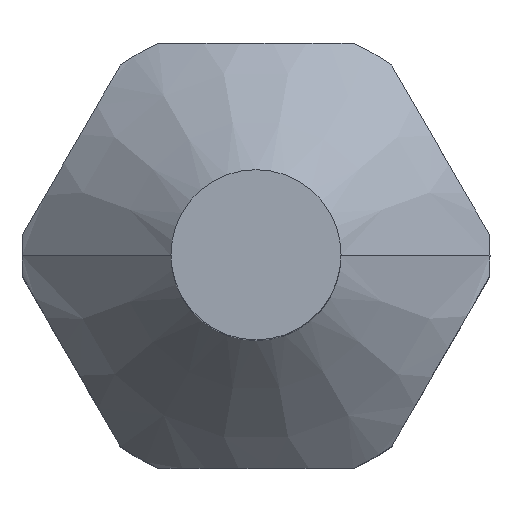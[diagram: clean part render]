
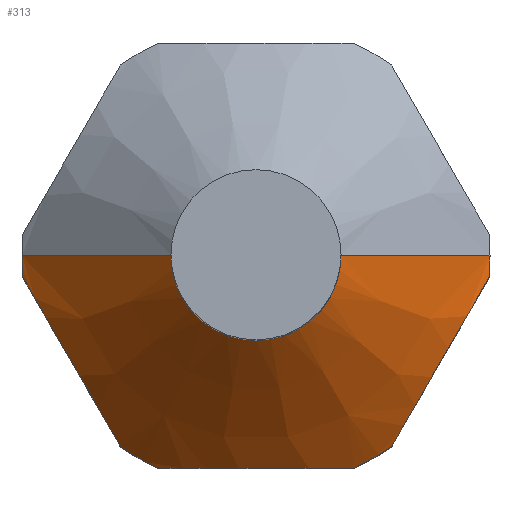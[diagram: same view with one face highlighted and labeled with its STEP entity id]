
A CAD part, top view. The second image highlights one B-rep face of the part: STEP entity #313.
In plain terms, the highlighted conical face has half-angle 45 degrees and reference radius 3.75 mm.
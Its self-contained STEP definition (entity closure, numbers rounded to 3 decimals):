
#205=VERTEX_POINT('',#564);
#293=EDGE_CURVE('',#205,#303,#662,.T.);
#297=VERTEX_POINT('',#667);
#303=VERTEX_POINT('',#673);
#313=ADVANCED_FACE('',(#684),#685,.T.);
#325=VERTEX_POINT('',#697);
#361=EDGE_CURVE('',#205,#325,#738,.T.);
#377=EDGE_CURVE('',#421,#463,#756,.T.);
#385=EDGE_CURVE('',#471,#503,#767,.T.);
#391=EDGE_CURVE('',#509,#445,#773,.T.);
#421=VERTEX_POINT('',#806);
#427=EDGE_CURVE('',#421,#297,#812,.T.);
#433=EDGE_CURVE('',#303,#445,#820,.T.);
#443=EDGE_CURVE('',#297,#325,#831,.T.);
#445=VERTEX_POINT('',#833);
#449=EDGE_CURVE('',#471,#463,#838,.T.);
#463=VERTEX_POINT('',#854);
#471=VERTEX_POINT('',#862);
#491=EDGE_CURVE('',#509,#503,#884,.T.);
#503=VERTEX_POINT('',#898);
#509=VERTEX_POINT('',#904);
#564=CARTESIAN_POINT('',(-2.0,0.,10.0));
#662=LINE('',#1120,#1121);
#667=CARTESIAN_POINT('',(5.5,0.,6.5));
#673=CARTESIAN_POINT('',(-5.5,0.,6.5));
#684=FACE_OUTER_BOUND('',#1155,.T.);
#685=CONICAL_SURFACE('',#1156,3.75,0.785);
#697=CARTESIAN_POINT('',(2.0,0.,10.0));
#738=CIRCLE('',#1260,2.0);
#756=(B_SPLINE_CURVE(2,(#1292,#1293,#1294),.UNSPECIFIED.,.F.,.F.)B_SPLINE_CURVE_WITH_KNOTS((3,3),(0.0,4.69),.UNSPECIFIED.)RATIONAL_B_SPLINE_CURVE((1.0,1.1,1.0))BOUNDED_CURVE()REPRESENTATION_ITEM('')GEOMETRIC_REPRESENTATION_ITEM()CURVE());
#767=(B_SPLINE_CURVE(2,(#1313,#1314,#1315),.UNSPECIFIED.,.F.,.F.)B_SPLINE_CURVE_WITH_KNOTS((3,3),(0.0,4.69),.UNSPECIFIED.)RATIONAL_B_SPLINE_CURVE((1.0,1.1,1.0))BOUNDED_CURVE()REPRESENTATION_ITEM('')GEOMETRIC_REPRESENTATION_ITEM()CURVE());
#773=(B_SPLINE_CURVE(2,(#1331,#1332,#1333),.UNSPECIFIED.,.F.,.F.)B_SPLINE_CURVE_WITH_KNOTS((3,3),(0.0,4.69),.UNSPECIFIED.)RATIONAL_B_SPLINE_CURVE((1.0,1.1,1.0))BOUNDED_CURVE()REPRESENTATION_ITEM('')GEOMETRIC_REPRESENTATION_ITEM()CURVE());
#806=CARTESIAN_POINT('',(5.476,-0.516,6.5));
#812=CIRCLE('',#1404,5.5);
#820=CIRCLE('',#1413,5.5);
#831=LINE('',#1429,#1430);
#833=CARTESIAN_POINT('',(-5.476,-0.516,6.5));
#838=CIRCLE('',#1438,5.5);
#854=CARTESIAN_POINT('',(3.184,-4.484,6.5));
#862=CARTESIAN_POINT('',(2.291,-5.0,6.5));
#884=CIRCLE('',#1531,5.5);
#898=CARTESIAN_POINT('',(-2.291,-5.0,6.5));
#904=CARTESIAN_POINT('',(-3.184,-4.484,6.5));
#1120=CARTESIAN_POINT('',(-3.75,0.,8.25));
#1121=VECTOR('',#1750,1.0);
#1155=EDGE_LOOP('',(#1769,#1770,#1771,#1772,#1773,#1774,#1775,#1776,#1777,#1778));
#1156=AXIS2_PLACEMENT_3D('',#1779,#1780,#1781);
#1260=AXIS2_PLACEMENT_3D('',#1842,#1843,#1844);
#1292=CARTESIAN_POINT('',(5.476,-0.516,6.5));
#1293=CARTESIAN_POINT('',(4.33,-2.5,7.455));
#1294=CARTESIAN_POINT('',(3.184,-4.484,6.5));
#1313=CARTESIAN_POINT('',(2.291,-5.0,6.5));
#1314=CARTESIAN_POINT('',(0.,-5.0,7.455));
#1315=CARTESIAN_POINT('',(-2.291,-5.0,6.5));
#1331=CARTESIAN_POINT('',(-3.184,-4.484,6.5));
#1332=CARTESIAN_POINT('',(-4.33,-2.5,7.455));
#1333=CARTESIAN_POINT('',(-5.476,-0.516,6.5));
#1404=AXIS2_PLACEMENT_3D('',#1935,#1936,#1937);
#1413=AXIS2_PLACEMENT_3D('',#1952,#1953,#1954);
#1429=CARTESIAN_POINT('',(3.75,0.,8.25));
#1430=VECTOR('',#1970,1.0);
#1438=AXIS2_PLACEMENT_3D('',#1979,#1980,#1981);
#1531=AXIS2_PLACEMENT_3D('',#2024,#2025,#2026);
#1750=DIRECTION('',(-0.707,0.,-0.707));
#1769=ORIENTED_EDGE('',*,*,#293,.T.);
#1770=ORIENTED_EDGE('',*,*,#433,.T.);
#1771=ORIENTED_EDGE('',*,*,#391,.F.);
#1772=ORIENTED_EDGE('',*,*,#491,.T.);
#1773=ORIENTED_EDGE('',*,*,#385,.F.);
#1774=ORIENTED_EDGE('',*,*,#449,.T.);
#1775=ORIENTED_EDGE('',*,*,#377,.F.);
#1776=ORIENTED_EDGE('',*,*,#427,.T.);
#1777=ORIENTED_EDGE('',*,*,#443,.T.);
#1778=ORIENTED_EDGE('',*,*,#361,.F.);
#1779=CARTESIAN_POINT('',(0.,0.,8.25));
#1780=DIRECTION('',(0.,0.,-1.0));
#1781=DIRECTION('',(-1.0,0.,0.0));
#1842=CARTESIAN_POINT('',(0.,0.,10.0));
#1843=DIRECTION('',(0.,0.,1.0));
#1844=DIRECTION('',(-1.0,0.,0.0));
#1935=CARTESIAN_POINT('',(0.,0.,6.5));
#1936=DIRECTION('',(0.,0.,1.0));
#1937=DIRECTION('',(-1.0,0.,0.0));
#1952=CARTESIAN_POINT('',(0.,0.,6.5));
#1953=DIRECTION('',(0.,0.,1.0));
#1954=DIRECTION('',(-1.0,0.,0.0));
#1970=DIRECTION('',(-0.707,0.,0.707));
#1979=CARTESIAN_POINT('',(0.,0.,6.5));
#1980=DIRECTION('',(0.,0.,1.0));
#1981=DIRECTION('',(-1.0,0.,0.0));
#2024=CARTESIAN_POINT('',(0.,0.,6.5));
#2025=DIRECTION('',(0.,0.,1.0));
#2026=DIRECTION('',(-1.0,0.,0.0));
